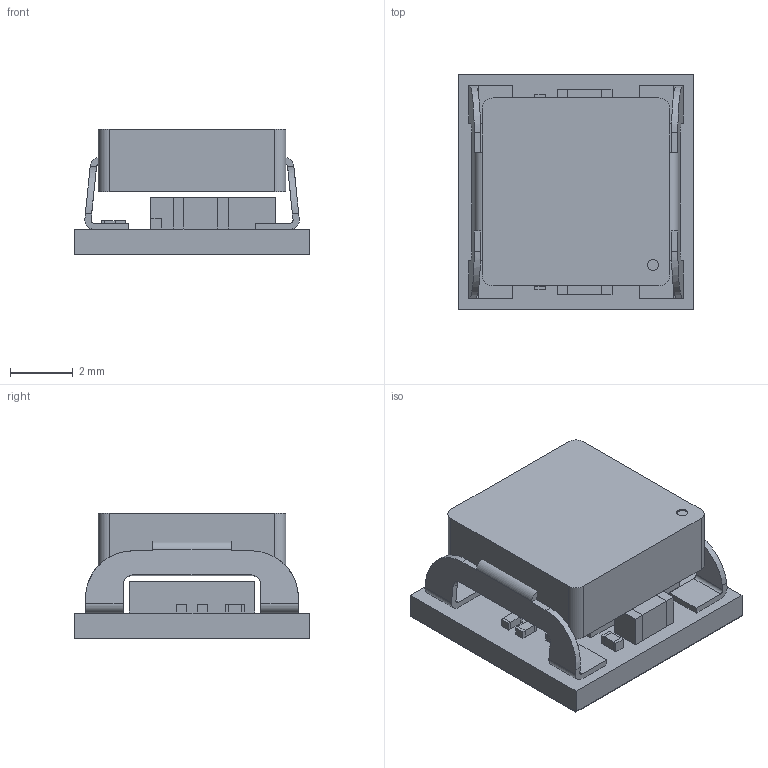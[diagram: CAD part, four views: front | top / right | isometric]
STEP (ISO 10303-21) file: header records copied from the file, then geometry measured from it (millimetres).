
FILE_DESCRIPTION(/* description */ (''),/* implementation_level */ '2;1');
FILE_NAME(/* name */ 'FLEX - QFM-24 MOL.step',/* time_stamp */ '2020-04-04T14:49:54+01:00',/* author */ (''),/* organization */ (''),/* preprocessor_version */ 'ST-DEVELOPER v18',/* originating_system */ 'Autodesk Translation Framework v8.12.0.6',/* authorisation */ '');
FILE_SCHEMA (('AUTOMOTIVE_DESIGN { 1 0 10303 214 3 1 1 }'));
Length unit declared in the file: millimetre
Products named in the file (35): FLEX - QFM-24 MOL; PACKAGE-QFM_ASM; BOARD; R1_ASM; C5_ASM; 1503347528_ASM; EXTRUDED-824; 1503347392_ASM; EXTRUDED-452; C3_ASM; 1503347800_ASM; EXTRUDED-1650; 1503347664_ASM; EXTRUDED-1278; C2_ASM; U1_ASM; 1503348208_ASM; EXTRUDED-2830; L1_ASM; INDUCTOR_3D_2_RGB8421504_ASM; MOLD; CLIP; C4_ASM; C1_ASM; 1503348072_ASM; EXTRUDED-2430; 1503347936_ASM; EXTRUDED-2058; R2_ASM; 1503347256_ASM; EXTRUDED-8451; 1503347120_ASM; EXTRUDED-8079; METAL-BTM-QFM; SM-BTM-MOL0024A
Assembly tree (48 placements, depth 5):
  FLEX - QFM-24 MOL
    PACKAGE-QFM_ASM
      BOARD
      R1_ASM
        1503347392_ASM  x2
          EXTRUDED-452
        1503347528_ASM
          EXTRUDED-824
      C5_ASM
        1503347392_ASM  x2
          EXTRUDED-452
        1503347528_ASM
          EXTRUDED-824
      C3_ASM
        1503347664_ASM  x2
          EXTRUDED-1278
        1503347800_ASM
          EXTRUDED-1650
      C2_ASM
        1503347936_ASM  x2
          EXTRUDED-2058
        1503348072_ASM
          EXTRUDED-2430
      U1_ASM
        1503348208_ASM
          EXTRUDED-2830
      L1_ASM
        INDUCTOR_3D_2_RGB8421504_ASM
          MOLD
          CLIP  x2
      C4_ASM
        1503347120_ASM  x2
          EXTRUDED-8079
        1503347256_ASM
          EXTRUDED-8451
      C1_ASM
        1503347936_ASM  x2
          EXTRUDED-2058
        1503348072_ASM
          EXTRUDED-2430
      R2_ASM
        1503347120_ASM  x2
          EXTRUDED-8079
        1503347256_ASM
          EXTRUDED-8451
    METAL-BTM-QFM
    SM-BTM-MOL0024A
Bounding box: 7.5 x 7.5 x 4.01 mm (x, y, z)
Volume: 142.5 mm3; surface area: 567.3 mm2
Topology: 28 solids, 28 shells, 319 faces, 786 edges, 524 vertices
Faces by surface type: plane 294, cylinder 25
Full cylindrical faces by diameter (mm): 0.353 x1
Entity records: 7487 total; most frequent: CARTESIAN_POINT 1204, DIRECTION 1164, ORIENTED_EDGE 1092, EDGE_CURVE 546, LINE 516, VECTOR 516, VERTEX_POINT 364, AXIS2_PLACEMENT_3D 324
